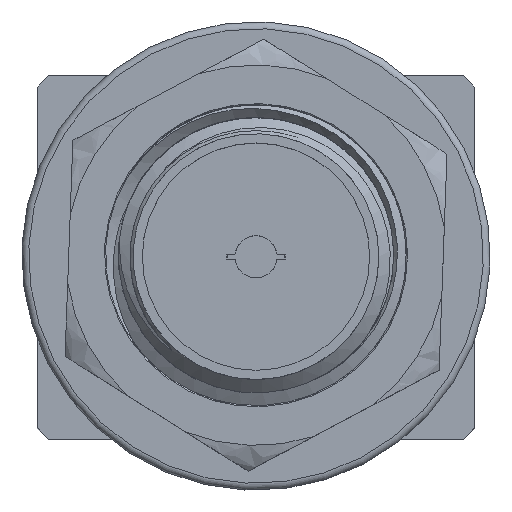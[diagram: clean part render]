
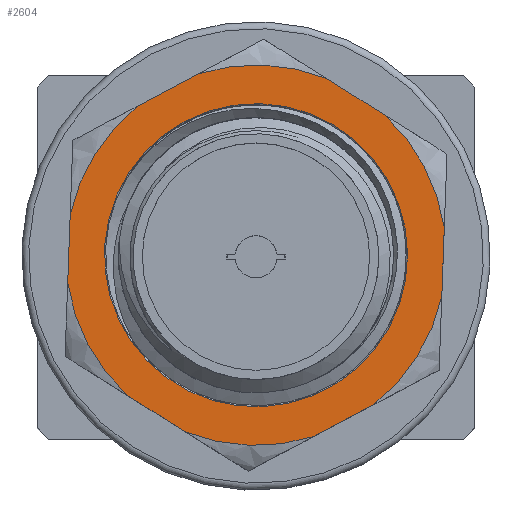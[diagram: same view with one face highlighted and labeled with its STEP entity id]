
A CAD part, top view. The second image highlights one B-rep face of the part: STEP entity #2604.
In plain terms, the highlighted planar face has unit normal (0, 0, 1).
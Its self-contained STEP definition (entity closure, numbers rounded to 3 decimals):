
#138=LINE('',#5188,#322);
#139=LINE('',#5193,#323);
#140=LINE('',#5197,#324);
#141=LINE('',#5201,#325);
#142=LINE('',#5205,#326);
#143=LINE('',#5209,#327);
#322=VECTOR('',#3191,1000.);
#323=VECTOR('',#3194,1000.);
#324=VECTOR('',#3197,1000.);
#325=VECTOR('',#3200,1000.);
#326=VECTOR('',#3203,1000.);
#327=VECTOR('',#3206,1000.);
#454=PLANE('',#2778);
#800=ORIENTED_EDGE('',*,*,#1312,.T.);
#801=ORIENTED_EDGE('',*,*,#1313,.F.);
#802=ORIENTED_EDGE('',*,*,#1314,.T.);
#803=ORIENTED_EDGE('',*,*,#1315,.F.);
#804=ORIENTED_EDGE('',*,*,#1316,.T.);
#805=ORIENTED_EDGE('',*,*,#1317,.F.);
#806=ORIENTED_EDGE('',*,*,#1318,.T.);
#807=ORIENTED_EDGE('',*,*,#1319,.F.);
#808=ORIENTED_EDGE('',*,*,#1320,.T.);
#809=ORIENTED_EDGE('',*,*,#1321,.F.);
#810=ORIENTED_EDGE('',*,*,#1322,.T.);
#811=ORIENTED_EDGE('',*,*,#1323,.F.);
#812=ORIENTED_EDGE('',*,*,#1324,.T.);
#1312=EDGE_CURVE('',#1594,#1594,#1744,.T.);
#1313=EDGE_CURVE('',#1595,#1596,#138,.T.);
#1314=EDGE_CURVE('',#1595,#1597,#1745,.F.);
#1315=EDGE_CURVE('',#1598,#1597,#139,.T.);
#1316=EDGE_CURVE('',#1598,#1599,#1746,.F.);
#1317=EDGE_CURVE('',#1600,#1599,#140,.T.);
#1318=EDGE_CURVE('',#1600,#1601,#1747,.F.);
#1319=EDGE_CURVE('',#1602,#1601,#141,.T.);
#1320=EDGE_CURVE('',#1602,#1603,#1748,.F.);
#1321=EDGE_CURVE('',#1604,#1603,#142,.T.);
#1322=EDGE_CURVE('',#1604,#1605,#1749,.F.);
#1323=EDGE_CURVE('',#1606,#1605,#143,.T.);
#1324=EDGE_CURVE('',#1606,#1596,#1750,.F.);
#1594=VERTEX_POINT('',#5187);
#1595=VERTEX_POINT('',#5189);
#1596=VERTEX_POINT('',#5190);
#1597=VERTEX_POINT('',#5192);
#1598=VERTEX_POINT('',#5194);
#1599=VERTEX_POINT('',#5196);
#1600=VERTEX_POINT('',#5198);
#1601=VERTEX_POINT('',#5200);
#1602=VERTEX_POINT('',#5202);
#1603=VERTEX_POINT('',#5204);
#1604=VERTEX_POINT('',#5206);
#1605=VERTEX_POINT('',#5208);
#1606=VERTEX_POINT('',#5210);
#1744=CIRCLE('',#2779,3.3);
#1745=CIRCLE('',#2780,4.142);
#1746=CIRCLE('',#2781,4.142);
#1747=CIRCLE('',#2782,4.142);
#1748=CIRCLE('',#2783,4.142);
#1749=CIRCLE('',#2784,4.142);
#1750=CIRCLE('',#2785,4.142);
#1873=EDGE_LOOP('',(#800));
#1874=EDGE_LOOP('',(#801,#802,#803,#804,#805,#806,#807,#808,#809,#810,#811,
#812));
#2025=FACE_BOUND('',#1873,.T.);
#2026=FACE_BOUND('',#1874,.T.);
#2604=ADVANCED_FACE('',(#2025,#2026),#454,.F.);
#2778=AXIS2_PLACEMENT_3D('',#5185,#3187,#3188);
#2779=AXIS2_PLACEMENT_3D('',#5186,#3189,#3190);
#2780=AXIS2_PLACEMENT_3D('',#5191,#3192,#3193);
#2781=AXIS2_PLACEMENT_3D('',#5195,#3195,#3196);
#2782=AXIS2_PLACEMENT_3D('',#5199,#3198,#3199);
#2783=AXIS2_PLACEMENT_3D('',#5203,#3201,#3202);
#2784=AXIS2_PLACEMENT_3D('',#5207,#3204,#3205);
#2785=AXIS2_PLACEMENT_3D('',#5211,#3207,#3208);
#3187=DIRECTION('',(0.,0.,-1.));
#3188=DIRECTION('',(-0.468,0.884,0.));
#3189=DIRECTION('',(0.,0.,-1.));
#3190=DIRECTION('',(-0.468,0.884,0.));
#3191=DIRECTION('',(0.884,0.468,0.));
#3192=DIRECTION('',(0.,0.,-1.));
#3193=DIRECTION('',(-0.468,0.884,0.));
#3194=DIRECTION('',(0.036,0.999,0.));
#3195=DIRECTION('',(0.,0.,-1.));
#3196=DIRECTION('',(-0.468,0.884,0.));
#3197=DIRECTION('',(-0.847,0.531,0.));
#3198=DIRECTION('',(0.,0.,-1.));
#3199=DIRECTION('',(-0.468,0.884,0.));
#3200=DIRECTION('',(-0.884,-0.468,0.));
#3201=DIRECTION('',(0.,0.,-1.));
#3202=DIRECTION('',(-0.468,0.884,0.));
#3203=DIRECTION('',(-0.036,-0.999,0.));
#3204=DIRECTION('',(0.,0.,-1.));
#3205=DIRECTION('',(-0.468,0.884,0.));
#3206=DIRECTION('',(0.847,-0.531,0.));
#3207=DIRECTION('',(0.,0.,-1.));
#3208=DIRECTION('',(-0.468,0.884,0.));
#5185=CARTESIAN_POINT('',(0.,0.,30.435));
#5186=CARTESIAN_POINT('',(0.,0.,30.435));
#5187=CARTESIAN_POINT('',(-1.545,2.916,30.435));
#5188=CARTESIAN_POINT('',(-3.987,2.499,30.435));
#5189=CARTESIAN_POINT('',(-2.565,3.253,30.435));
#5190=CARTESIAN_POINT('',(-1.251,3.949,30.435));
#5191=CARTESIAN_POINT('',(0.,0.,30.435));
#5192=CARTESIAN_POINT('',(-4.045,0.891,30.435));
#5193=CARTESIAN_POINT('',(-4.158,-2.203,30.435));
#5194=CARTESIAN_POINT('',(-4.099,-0.595,30.435));
#5195=CARTESIAN_POINT('',(0.,0.,30.435));
#5196=CARTESIAN_POINT('',(-2.795,-3.058,30.435));
#5197=CARTESIAN_POINT('',(-0.171,-4.702,30.435));
#5198=CARTESIAN_POINT('',(-1.534,-3.848,30.435));
#5199=CARTESIAN_POINT('',(0.,0.,30.435));
#5200=CARTESIAN_POINT('',(1.251,-3.949,30.435));
#5201=CARTESIAN_POINT('',(3.987,-2.499,30.435));
#5202=CARTESIAN_POINT('',(2.565,-3.253,30.435));
#5203=CARTESIAN_POINT('',(0.,0.,30.435));
#5204=CARTESIAN_POINT('',(4.045,-0.891,30.435));
#5205=CARTESIAN_POINT('',(4.158,2.203,30.435));
#5206=CARTESIAN_POINT('',(4.099,0.595,30.435));
#5207=CARTESIAN_POINT('',(0.,0.,30.435));
#5208=CARTESIAN_POINT('',(2.795,3.058,30.435));
#5209=CARTESIAN_POINT('',(0.171,4.702,30.435));
#5210=CARTESIAN_POINT('',(1.534,3.848,30.435));
#5211=CARTESIAN_POINT('',(0.,0.,30.435));
